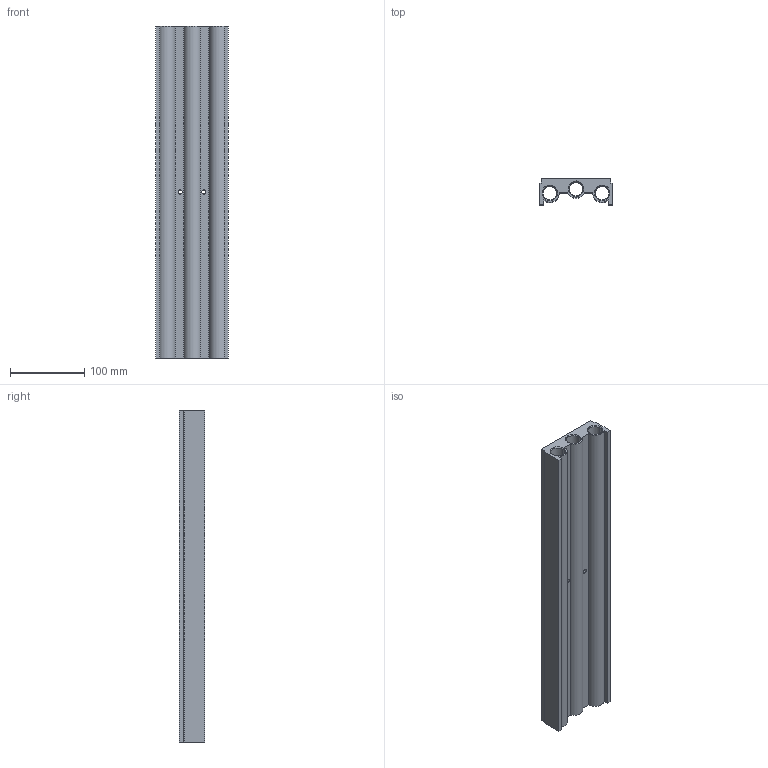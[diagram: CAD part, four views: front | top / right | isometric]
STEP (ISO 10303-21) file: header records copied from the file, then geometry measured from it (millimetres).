
FILE_DESCRIPTION (( 'STEP AP214' ), '1' );
FILE_NAME ('EMC-V54-12.STEP', '2020-04-02T09:11:21', ( '' ), ( '' ), 'SwSTEP 2.0', 'SolidWorks 2020', '' );
FILE_SCHEMA (( 'AUTOMOTIVE_DESIGN' ));
Length unit declared in the file: millimetre
Products named in the file (1): EMC-V54-12
Bounding box: 98 x 35 x 448 mm (x, y, z)
Volume: 739720 mm3; surface area: 221527.9 mm2
Topology: 1 solids, 1 shells, 278 faces, 722 edges, 422 vertices
Faces by surface type: cylinder 133, cone 106, plane 39
Entity records: 16272 total; most frequent: CARTESIAN_POINT 9523, DIRECTION 1412, ORIENTED_EDGE 1348, EDGE_CURVE 674, AXIS2_PLACEMENT_3D 555, VERTEX_POINT 422, EDGE_LOOP 384, VECTOR 302
